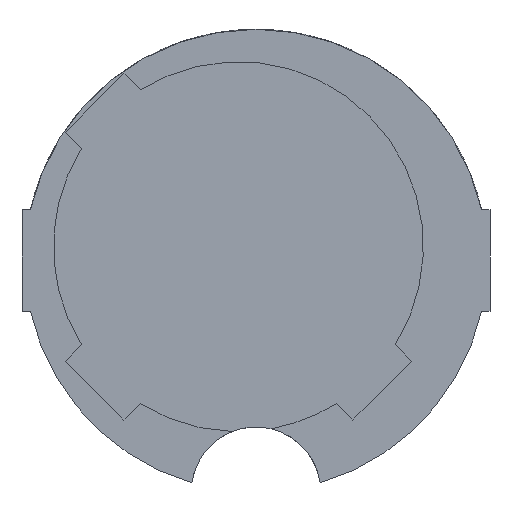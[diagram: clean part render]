
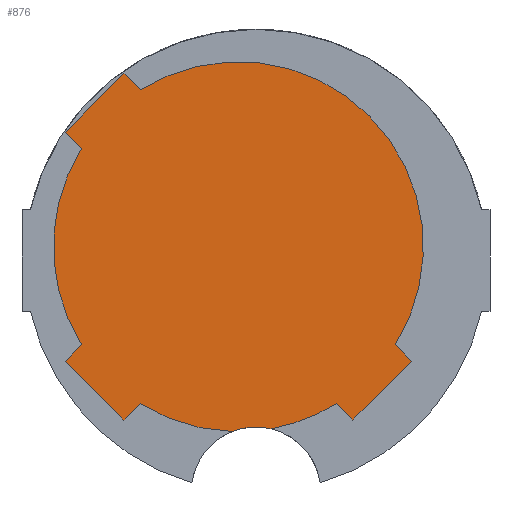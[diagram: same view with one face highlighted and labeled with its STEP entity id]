
A CAD part, front view. The second image highlights one B-rep face of the part: STEP entity #876.
In plain terms, the highlighted planar face has unit normal (0, -1, 0).
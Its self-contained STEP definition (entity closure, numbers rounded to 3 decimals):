
#22=CIRCLE('',#930,10.);
#24=CIRCLE('',#936,10.);
#26=CIRCLE('',#942,10.);
#28=CIRCLE('',#945,10.);
#29=CIRCLE('',#948,3.5);
#72=FACE_OUTER_BOUND('',#121,.T.);
#121=EDGE_LOOP('',(#604,#605,#606,#607,#608,#609,#610,#611,#612,#613,#614,
#615,#616,#617));
#166=LINE('',#1255,#260);
#169=LINE('',#1261,#263);
#173=LINE('',#1273,#267);
#176=LINE('',#1279,#270);
#179=LINE('',#1285,#273);
#183=LINE('',#1297,#277);
#186=LINE('',#1303,#280);
#189=LINE('',#1309,#283);
#195=LINE('',#1328,#289);
#260=VECTOR('',#1007,10.);
#263=VECTOR('',#1012,10.);
#267=VECTOR('',#1024,10.);
#270=VECTOR('',#1029,10.);
#273=VECTOR('',#1034,10.);
#277=VECTOR('',#1046,10.);
#280=VECTOR('',#1051,10.);
#283=VECTOR('',#1056,10.);
#289=VECTOR('',#1076,10.);
#354=VERTEX_POINT('',#1252);
#355=VERTEX_POINT('',#1254);
#357=VERTEX_POINT('',#1260);
#359=VERTEX_POINT('',#1266);
#361=VERTEX_POINT('',#1272);
#363=VERTEX_POINT('',#1278);
#365=VERTEX_POINT('',#1284);
#367=VERTEX_POINT('',#1290);
#369=VERTEX_POINT('',#1296);
#371=VERTEX_POINT('',#1302);
#373=VERTEX_POINT('',#1308);
#375=VERTEX_POINT('',#1314);
#378=VERTEX_POINT('',#1321);
#379=VERTEX_POINT('',#1323);
#434=EDGE_CURVE('',#355,#354,#166,.T.);
#437=EDGE_CURVE('',#357,#355,#169,.T.);
#440=EDGE_CURVE('',#359,#357,#22,.T.);
#443=EDGE_CURVE('',#361,#359,#173,.T.);
#446=EDGE_CURVE('',#363,#361,#176,.T.);
#449=EDGE_CURVE('',#365,#363,#179,.T.);
#452=EDGE_CURVE('',#367,#365,#24,.T.);
#455=EDGE_CURVE('',#369,#367,#183,.T.);
#458=EDGE_CURVE('',#371,#369,#186,.T.);
#461=EDGE_CURVE('',#373,#371,#189,.T.);
#464=EDGE_CURVE('',#375,#373,#26,.T.);
#468=EDGE_CURVE('',#379,#378,#28,.T.);
#471=EDGE_CURVE('',#354,#379,#195,.T.);
#472=EDGE_CURVE('',#378,#375,#29,.T.);
#604=ORIENTED_EDGE('',*,*,#471,.T.);
#605=ORIENTED_EDGE('',*,*,#468,.T.);
#606=ORIENTED_EDGE('',*,*,#472,.T.);
#607=ORIENTED_EDGE('',*,*,#464,.T.);
#608=ORIENTED_EDGE('',*,*,#461,.T.);
#609=ORIENTED_EDGE('',*,*,#458,.T.);
#610=ORIENTED_EDGE('',*,*,#455,.T.);
#611=ORIENTED_EDGE('',*,*,#452,.T.);
#612=ORIENTED_EDGE('',*,*,#449,.T.);
#613=ORIENTED_EDGE('',*,*,#446,.T.);
#614=ORIENTED_EDGE('',*,*,#443,.T.);
#615=ORIENTED_EDGE('',*,*,#440,.T.);
#616=ORIENTED_EDGE('',*,*,#437,.T.);
#617=ORIENTED_EDGE('',*,*,#434,.T.);
#801=PLANE('',#947);
#876=ADVANCED_FACE('',(#72),#801,.T.);
#930=AXIS2_PLACEMENT_3D('',#1267,#1018,#1019);
#936=AXIS2_PLACEMENT_3D('',#1291,#1040,#1041);
#942=AXIS2_PLACEMENT_3D('',#1315,#1062,#1063);
#945=AXIS2_PLACEMENT_3D('',#1324,#1070,#1071);
#947=AXIS2_PLACEMENT_3D('',#1329,#1077,#1078);
#948=AXIS2_PLACEMENT_3D('',#1330,#1079,#1080);
#1007=DIRECTION('',(0.707,0.,-0.707));
#1012=DIRECTION('',(-0.707,0.,-0.707));
#1018=DIRECTION('center_axis',(0.,-1.,0.));
#1019=DIRECTION('ref_axis',(1.,0.,0.));
#1024=DIRECTION('',(0.707,0.,-0.707));
#1029=DIRECTION('',(-0.707,0.,-0.707));
#1034=DIRECTION('',(-0.707,0.,0.707));
#1040=DIRECTION('center_axis',(0.,-1.,0.));
#1041=DIRECTION('ref_axis',(1.,0.,0.));
#1046=DIRECTION('',(-0.707,0.,0.707));
#1051=DIRECTION('',(0.707,0.,0.707));
#1056=DIRECTION('',(0.707,0.,-0.707));
#1062=DIRECTION('center_axis',(0.,-1.,0.));
#1063=DIRECTION('ref_axis',(1.,0.,0.));
#1070=DIRECTION('center_axis',(0.,-1.,0.));
#1071=DIRECTION('ref_axis',(1.,0.,0.));
#1076=DIRECTION('',(0.707,0.,0.707));
#1077=DIRECTION('center_axis',(0.,-1.,0.));
#1078=DIRECTION('ref_axis',(1.,0.,0.));
#1079=DIRECTION('center_axis',(0.,1.,0.));
#1080=DIRECTION('ref_axis',(0.99,0.,0.14));
#1252=CARTESIAN_POINT('',(-7.137,-3.7,-8.622));
#1254=CARTESIAN_POINT('',(-10.319,-3.7,-5.44));
#1255=CARTESIAN_POINT('',(-7.137,-3.7,-8.622));
#1260=CARTESIAN_POINT('',(-9.431,-3.7,-4.552));
#1261=CARTESIAN_POINT('',(-10.319,-3.7,-5.44));
#1266=CARTESIAN_POINT('',(-9.431,-3.7,6.046));
#1267=CARTESIAN_POINT('Origin',(-0.95,-3.7,0.747));
#1272=CARTESIAN_POINT('',(-10.319,-3.7,6.934));
#1273=CARTESIAN_POINT('',(-10.319,-3.7,6.934));
#1278=CARTESIAN_POINT('',(-7.137,-3.7,10.116));
#1279=CARTESIAN_POINT('',(-10.319,-3.7,6.934));
#1284=CARTESIAN_POINT('',(-6.249,-3.7,9.228));
#1285=CARTESIAN_POINT('',(-7.137,-3.7,10.116));
#1290=CARTESIAN_POINT('',(7.531,-3.7,-4.552));
#1291=CARTESIAN_POINT('Origin',(-0.95,-3.7,0.747));
#1296=CARTESIAN_POINT('',(8.419,-3.7,-5.44));
#1297=CARTESIAN_POINT('',(8.419,-3.7,-5.44));
#1302=CARTESIAN_POINT('',(5.237,-3.7,-8.622));
#1303=CARTESIAN_POINT('',(8.419,-3.7,-5.44));
#1308=CARTESIAN_POINT('',(4.349,-3.7,-7.734));
#1309=CARTESIAN_POINT('',(5.237,-3.7,-8.622));
#1314=CARTESIAN_POINT('',(0.814,-3.7,-9.096));
#1315=CARTESIAN_POINT('Origin',(-0.95,-3.7,0.747));
#1321=CARTESIAN_POINT('',(-1.292,-3.7,-9.247));
#1323=CARTESIAN_POINT('',(-6.249,-3.7,-7.734));
#1324=CARTESIAN_POINT('Origin',(-0.95,-3.7,0.747));
#1328=CARTESIAN_POINT('',(-7.137,-3.7,-8.622));
#1329=CARTESIAN_POINT('Origin',(-0.95,-3.7,0.75));
#1330=CARTESIAN_POINT('Origin',(0.,-3.7,-12.5));
